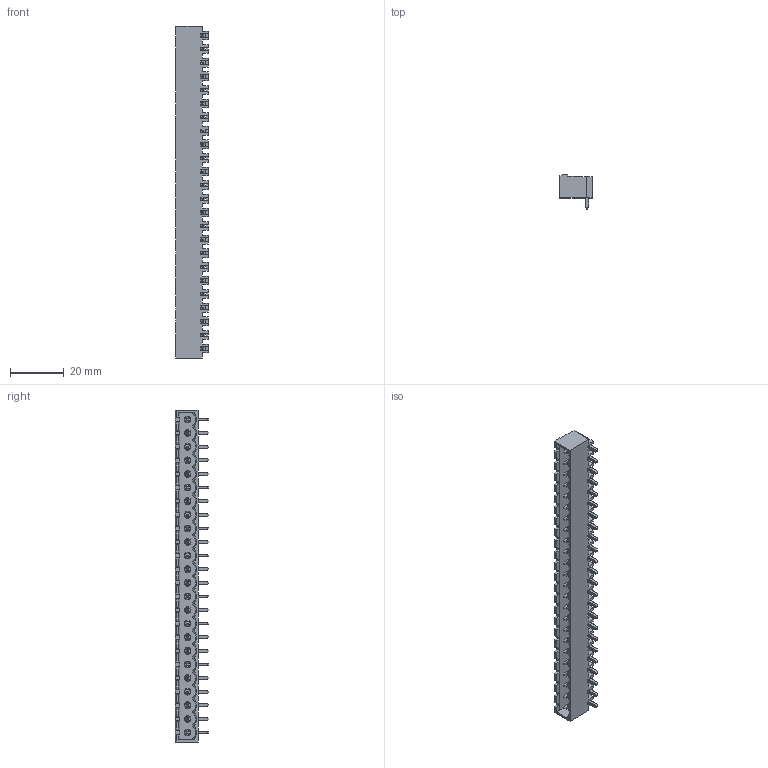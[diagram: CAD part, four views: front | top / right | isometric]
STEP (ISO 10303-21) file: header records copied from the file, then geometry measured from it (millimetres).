
FILE_DESCRIPTION( ( 'STEP AP214' ), '1' );
FILE_NAME( ' ', ' ', ( ' ' ), ( ' ' ), 'PSStep 11.0', 'VISI 17.0', ' ' );
FILE_SCHEMA( ( 'AUTOMOTIVE_DESIGN { 1 0 10303 214 1 1 1 1 }' ) );
Length unit declared in the file: millimetre
Products named in the file (1): 1
Bounding box: 12.2 x 12.5 x 123.92 mm (x, y, z)
Volume: 5472 mm3; surface area: 10382.1 mm2
Topology: 1 solids, 25 shells, 1289 faces, 3381 edges, 2166 vertices
Faces by surface type: plane 1193, cylinder 48, cone 48
Entity records: 48720 total; most frequent: CARTESIAN_POINT 6909, ORIENTED_EDGE 6666, DIRECTION 6033, EDGE_CURVE 3333, LINE 3117, VECTOR 3117, VERTEX_POINT 2142, AXIS2_PLACEMENT_3D 1458
